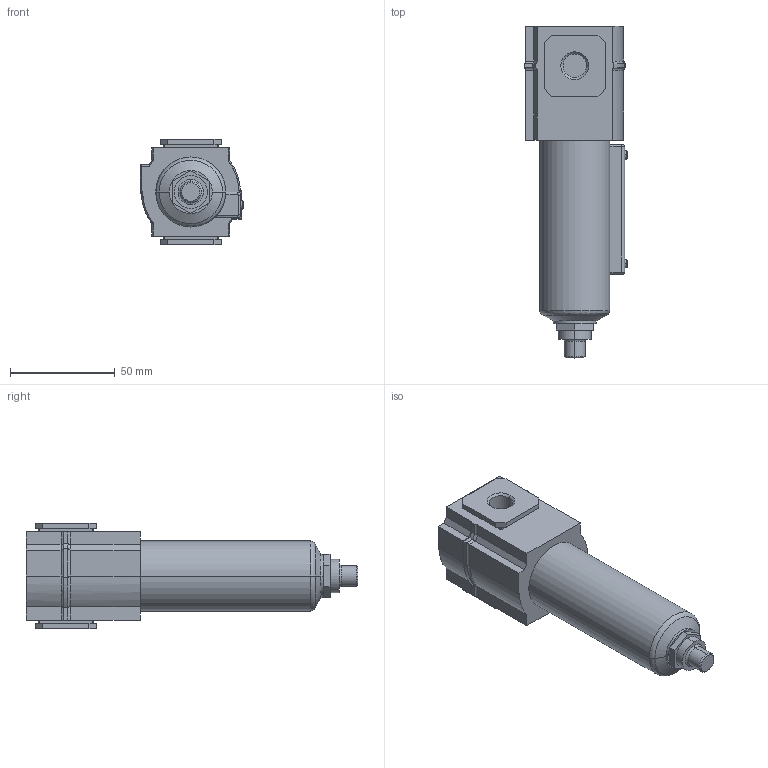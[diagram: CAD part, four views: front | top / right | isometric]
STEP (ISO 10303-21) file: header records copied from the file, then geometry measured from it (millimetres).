
FILE_DESCRIPTION (( 'STEP AP214' ), '1' );
FILE_NAME ('Norgren-F72G-2AN-AE1.step', '2018-12-13T21:41:27', ( '' ), ( '' ), 'SwSTEP 2.0', 'SolidWorks 2018', '' );
FILE_SCHEMA (( 'AUTOMOTIVE_DESIGN' ));
Length unit declared in the file: millimetre
Products named in the file (4): Norgren-F72G-2AN-AE1_F72_ss_41_1-4; Norgren-F72G-2AN-AE1; Norgren-F72G-2AN-AE1_F72_ss_07; Norgren-F72G-2AN-AE1_F72_ss_75
Assembly tree (3 placements, depth 2):
  Norgren-F72G-2AN-AE1
    Norgren-F72G-2AN-AE1_F72_ss_41_1-4
    Norgren-F72G-2AN-AE1_F72_ss_75
    Norgren-F72G-2AN-AE1_F72_ss_07
Bounding box: 49.56 x 158.75 x 50.25 mm (x, y, z)
Volume: 184244.9 mm3; surface area: 28323.4 mm2
Topology: 3 solids, 3 shells, 182 faces, 436 edges, 269 vertices
Faces by surface type: plane 100, cylinder 46, bspline 20, cone 10, torus 6
Entity records: 6743 total; most frequent: CARTESIAN_POINT 1492, ORIENTED_EDGE 872, DIRECTION 805, EDGE_CURVE 436, LINE 297, VECTOR 297, VERTEX_POINT 269, AXIS2_PLACEMENT_3D 254
